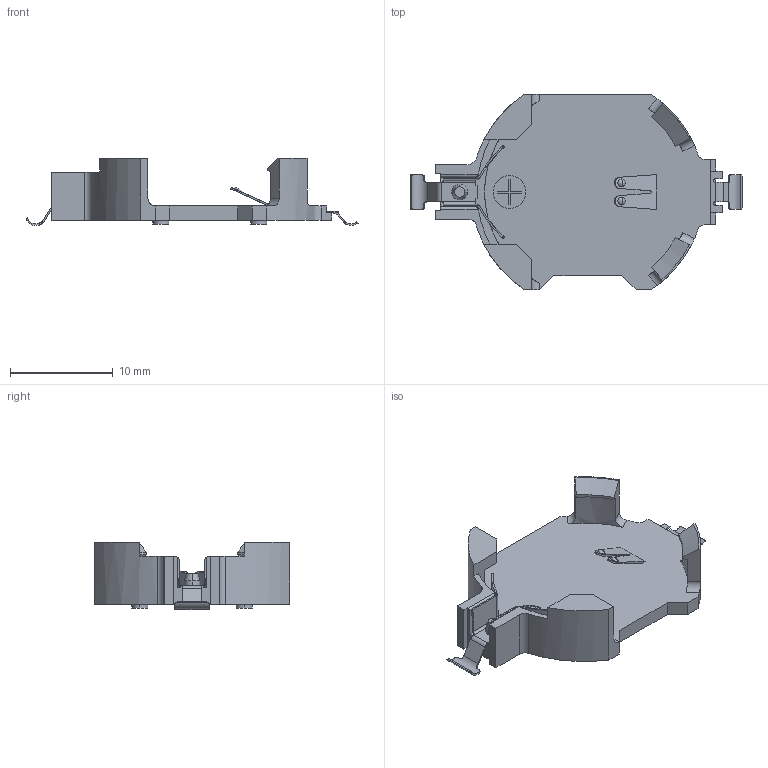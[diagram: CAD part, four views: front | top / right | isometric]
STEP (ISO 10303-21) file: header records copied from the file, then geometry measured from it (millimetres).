
FILE_DESCRIPTION(('STEP AP242'),'1');
FILE_NAME('796136-1.stp','2022-07-23T15:54:14',('TraceParts'),('TraceParts S.A.'),'Spatial InterOp 3D',' ',' ');
FILE_SCHEMA(('AP242_MANAGED_MODEL_BASED_3D_ENGINEERING_MIM_LF {1 0 10303 442 1 1 4}'));
Length unit declared in the file: millimetre
Products named in the file (1): 796136-1
Bounding box: 32.32 x 19.05 x 6.53 mm (x, y, z)
Volume: 731.2 mm3; surface area: 1400.2 mm2
Topology: 1 solids, 1 shells, 218 faces, 600 edges, 394 vertices
Faces by surface type: plane 123, cylinder 81, cone 8, bspline 6
Entity records: 8034 total; most frequent: CARTESIAN_POINT 2484, ORIENTED_EDGE 1200, DIRECTION 1105, EDGE_CURVE 600, VERTEX_POINT 394, LINE 387, VECTOR 387, AXIS2_PLACEMENT_3D 359
